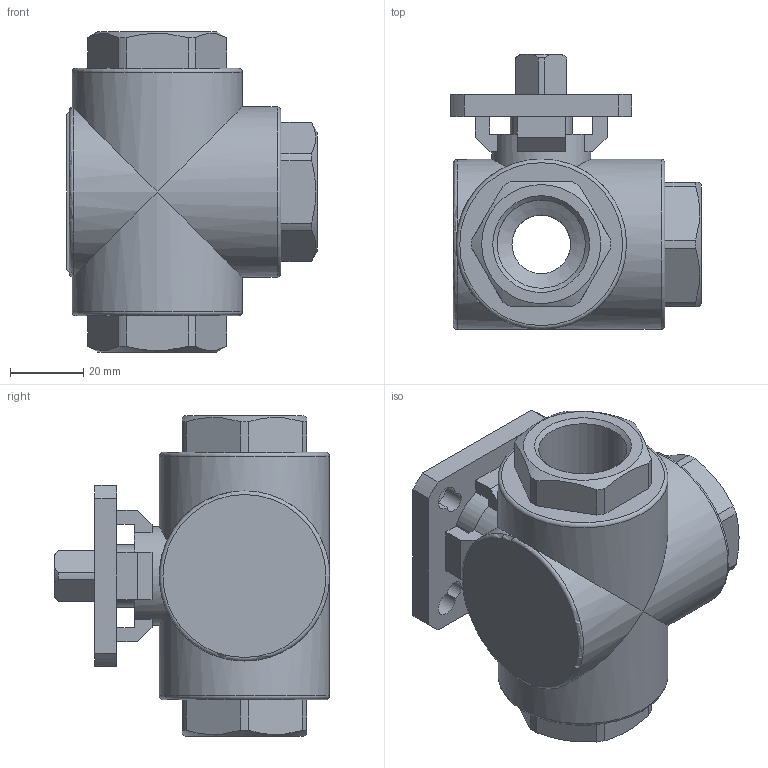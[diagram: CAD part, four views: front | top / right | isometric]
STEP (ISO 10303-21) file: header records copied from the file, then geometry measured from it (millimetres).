
FILE_DESCRIPTION(/* description */ ('STEP AP214'),/* implementation_level */ '2;1');
FILE_NAME(/* name */ '1692214_VZBA-3_4-GGG-63-32L-F0405-V4V4T',/* time_stamp */ '2024-09-18T00:33:53+02:00',/* author */ ('License CC BY-ND 4.0'),/* organization */ ('CADENAS'),/* preprocessor_version */ 'ST-DEVELOPER v19.3',/* originating_system */ 'PARTsolutions',/* authorisation */ ' ');
FILE_SCHEMA (('AUTOMOTIVE_DESIGN {1 0 10303 214 3 1 1}'));
Length unit declared in the file: millimetre
Products named in the file (1): 1692214 VZBA-3/4"-GGG-63-32L-F0405-V4V4T
Bounding box: 68.5 x 75.15 x 87.5 mm (x, y, z)
Volume: 152058.5 mm3; surface area: 33942.5 mm2
Topology: 1 solids, 1 shells, 128 faces, 367 edges, 240 vertices
Faces by surface type: plane 64, cylinder 47, cone 13, torus 4
Full cylindrical faces by diameter (mm): 16 x2, 17 x1, 24.117 x3, 27 x1, 31 x1, 46.5 x3
Entity records: 4183 total; most frequent: CARTESIAN_POINT 867, DIRECTION 684, ORIENTED_EDGE 670, EDGE_CURVE 335, AXIS2_PLACEMENT_3D 256, VERTEX_POINT 232, LINE 172, VECTOR 172
